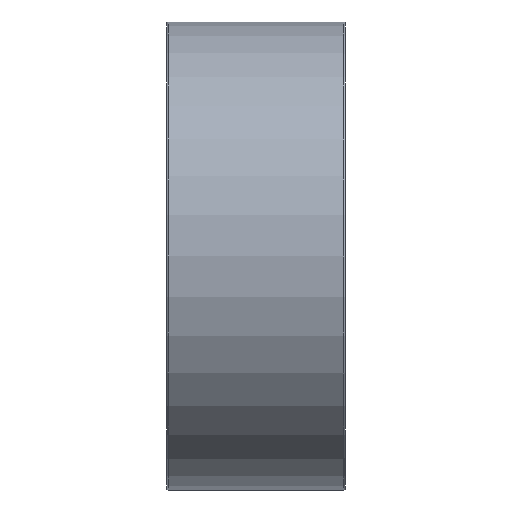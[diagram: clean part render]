
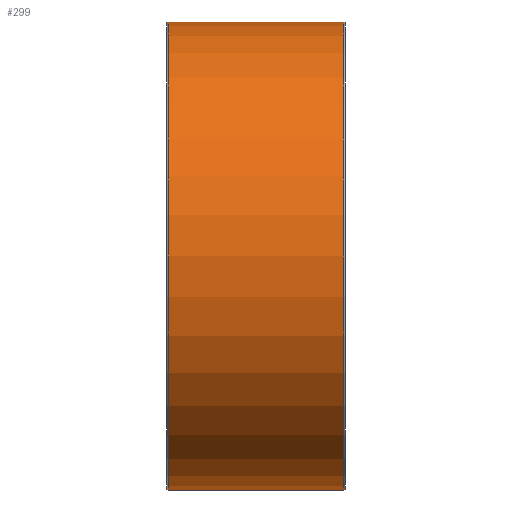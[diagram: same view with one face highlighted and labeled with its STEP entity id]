
A CAD part, front view. The second image highlights one B-rep face of the part: STEP entity #299.
In plain terms, the highlighted cylindrical face has radius 78.6 mm (diameter 157.2 mm), a full revolution.
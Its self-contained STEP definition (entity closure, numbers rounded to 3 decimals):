
#66=FACE_BOUND('',#124,.T.);
#67=FACE_BOUND('',#125,.T.);
#84=CIRCLE('',#328,78.6);
#85=CIRCLE('',#329,78.6);
#97=FACE_OUTER_BOUND('',#123,.T.);
#123=EDGE_LOOP('',(#231));
#124=EDGE_LOOP('',(#232));
#125=EDGE_LOOP('',(#233));
#156=B_SPLINE_CURVE_WITH_KNOTS('',3,(#587,#588,#589,#590,#591,#592,#593,
#594,#595,#596,#597,#598,#599,#600,#601,#602,#603),.UNSPECIFIED.,.T.,.F.,
(4,1,1,1,1,1,1,1,1,1,1,1,1,1,4),(-6.034,-5.603,-5.172,
-4.741,-4.31,-3.879,-3.448,
-2.873,-2.586,-2.299,-1.724,
-1.293,-0.862,-0.431,0.),
 .UNSPECIFIED.);
#161=VERTEX_POINT('',#567);
#164=VERTEX_POINT('',#608);
#165=VERTEX_POINT('',#610);
#191=EDGE_CURVE('',#161,#161,#156,.T.);
#193=EDGE_CURVE('',#164,#164,#84,.T.);
#194=EDGE_CURVE('',#165,#165,#85,.T.);
#231=ORIENTED_EDGE('',*,*,#193,.F.);
#232=ORIENTED_EDGE('',*,*,#194,.F.);
#233=ORIENTED_EDGE('',*,*,#191,.F.);
#293=CYLINDRICAL_SURFACE('',#327,78.6);
#299=ADVANCED_FACE('',(#97,#66,#67),#293,.T.);
#327=AXIS2_PLACEMENT_3D('',#607,#372,#373);
#328=AXIS2_PLACEMENT_3D('',#609,#374,#375);
#329=AXIS2_PLACEMENT_3D('',#611,#376,#377);
#372=DIRECTION('center_axis',(1.,0.,0.));
#373=DIRECTION('ref_axis',(0.,1.,0.));
#374=DIRECTION('center_axis',(-1.,0.,0.));
#375=DIRECTION('ref_axis',(0.,-1.,0.));
#376=DIRECTION('center_axis',(1.,0.,0.));
#377=DIRECTION('ref_axis',(0.,-1.,0.));
#567=CARTESIAN_POINT('',(0.,77.846,-10.862));
#587=CARTESIAN_POINT('Ctrl Pts',(-0.001,77.846,
-10.862));
#588=CARTESIAN_POINT('Ctrl Pts',(-1.64,77.846,-10.862));
#589=CARTESIAN_POINT('Ctrl Pts',(-4.918,77.954,-10.127));
#590=CARTESIAN_POINT('Ctrl Pts',(-8.884,78.319,-7.015));
#591=CARTESIAN_POINT('Ctrl Pts',(-11.084,78.611,-2.526));
#592=CARTESIAN_POINT('Ctrl Pts',(-11.095,78.611,2.495));
#593=CARTESIAN_POINT('Ctrl Pts',(-8.897,78.322,6.992));
#594=CARTESIAN_POINT('Ctrl Pts',(-4.516,77.911,10.466));
#595=CARTESIAN_POINT('Ctrl Pts',(0.595,77.791,11.234));
#596=CARTESIAN_POINT('Ctrl Pts',(4.84,77.974,9.932));
#597=CARTESIAN_POINT('Ctrl Pts',(8.511,78.268,7.474));
#598=CARTESIAN_POINT('Ctrl Pts',(11.094,78.613,3.07));
#599=CARTESIAN_POINT('Ctrl Pts',(11.09,78.611,-2.5));
#600=CARTESIAN_POINT('Ctrl Pts',(8.893,78.321,-7.003));
#601=CARTESIAN_POINT('Ctrl Pts',(4.944,77.955,-10.118));
#602=CARTESIAN_POINT('Ctrl Pts',(1.638,77.846,-10.862));
#603=CARTESIAN_POINT('Ctrl Pts',(-0.001,77.846,
-10.862));
#607=CARTESIAN_POINT('Origin',(0.,0.,0.));
#608=CARTESIAN_POINT('',(-29.5,78.6,0.));
#609=CARTESIAN_POINT('Origin',(-29.5,0.,0.));
#610=CARTESIAN_POINT('',(29.5,78.6,0.));
#611=CARTESIAN_POINT('Origin',(29.5,0.,0.));
